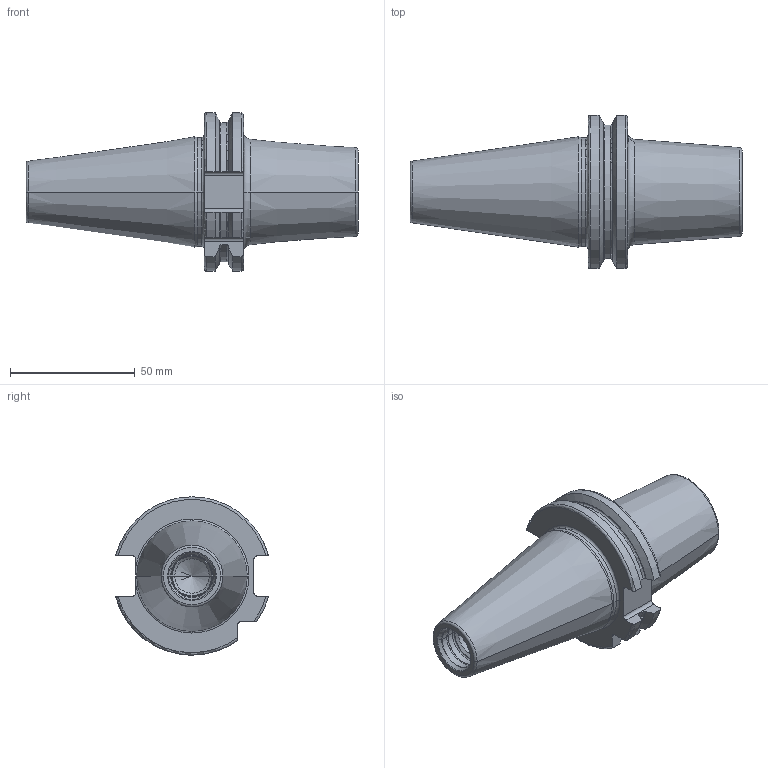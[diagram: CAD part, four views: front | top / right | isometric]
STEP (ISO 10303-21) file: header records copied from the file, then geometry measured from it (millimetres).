
FILE_DESCRIPTION((''),'2;1');
FILE_NAME('40-445-18-3','2011-08-31T',('mei'),(''),'PRO/ENGINEER BY PARAMETRIC TECHNOLOGY CORPORATION, 2010430','PRO/ENGINEER BY PARAMETRIC TECHNOLOGY CORPORATION, 2010430','');
FILE_SCHEMA(('CONFIG_CONTROL_DESIGN'));
Length unit declared in the file: millimetre
Products named in the file (1): 40-445-18-3
Bounding box: 133.25 x 61.42 x 63.51 mm (x, y, z)
Volume: 148603 mm3; surface area: 27803.5 mm2
Topology: 1 solids, 2 shells, 95 faces, 242 edges, 151 vertices
Faces by surface type: torus 28, cylinder 26, plane 21, cone 20
Entity records: 3118 total; most frequent: CARTESIAN_POINT 771, DIRECTION 506, ORIENTED_EDGE 476, EDGE_CURVE 240, AXIS2_PLACEMENT_3D 212, VERTEX_POINT 151, CIRCLE 116, EDGE_LOOP 99
